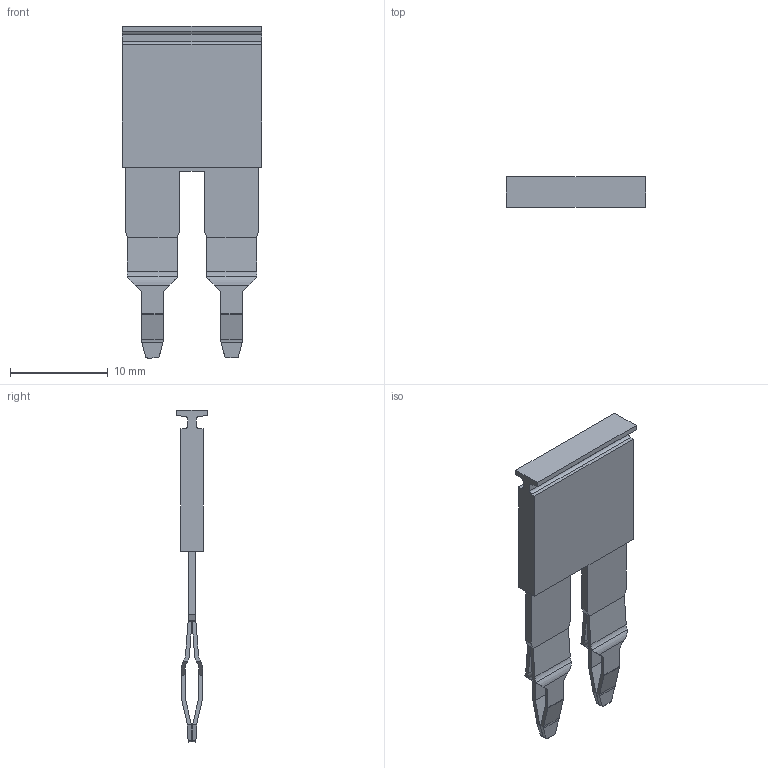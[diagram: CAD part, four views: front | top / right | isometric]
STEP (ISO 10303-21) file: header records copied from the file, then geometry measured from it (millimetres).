
FILE_DESCRIPTION(('CATIA V5R22 STEP214','CAx-IF Rec.Pracs.--- Model Styling and Organization---1.4--- 2014-01-23'),'2;1');
FILE_NAME ('106103-1_0', '2021-06-01T05:52:09+00:00', ('Weidmueller Interface'), ('Weidmueller'), 'CATIA Version 5-6 Release 2016 SP3 HF44', 'CATIA V5 STEP AP214', 'none');
FILE_SCHEMA(('AUTOMOTIVE_DESIGN { 1 0 10303 214 1 1 1 1 }'));
Length unit declared in the file: millimetre
Products named in the file (1): ZQV_6-2_ZTL6
Bounding box: 14.3 x 3.1 x 33.96 mm (x, y, z)
Volume: 588.3 mm3; surface area: 1166.5 mm2
Topology: 2 solids, 2 shells, 136 faces, 408 edges, 276 vertices
Faces by surface type: plane 96, cylinder 28, extrusion 12
Entity records: 5007 total; most frequent: CARTESIAN_POINT 1437, ORIENTED_EDGE 816, DIRECTION 592, EDGE_CURVE 408, VECTOR 300, LINE 288, VERTEX_POINT 276, AXIS2_PLACEMENT_3D 171
